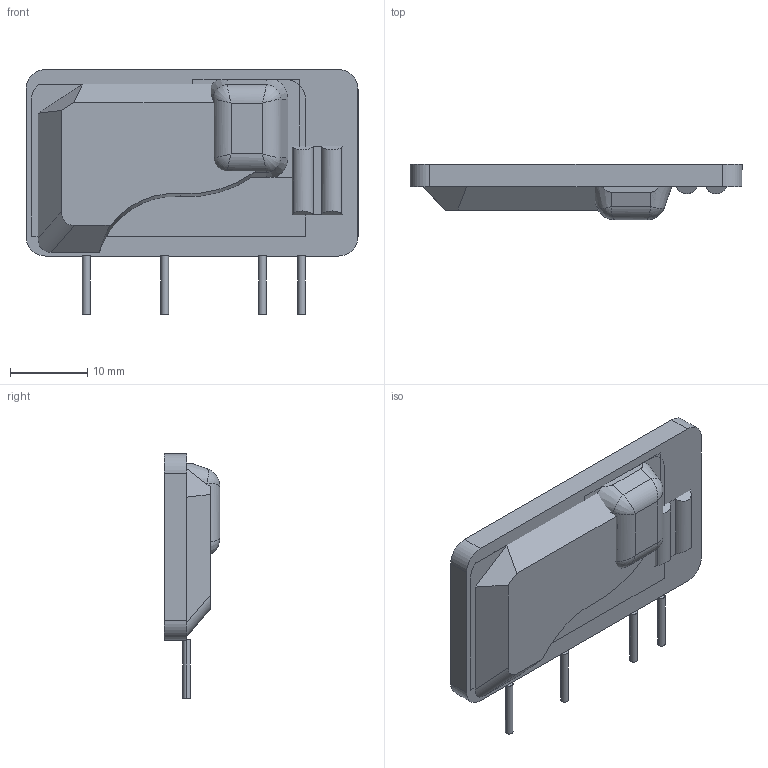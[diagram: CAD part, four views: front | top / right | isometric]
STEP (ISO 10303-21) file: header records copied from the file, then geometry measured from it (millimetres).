
FILE_DESCRIPTION((''),'2;1');
FILE_NAME('REL_CRYDOM_CX380D5.stp','2011-09-14T12:49:16',(''),(''),'Mechanical Desktop 2011','Mechanical Desktop 2011',', , ');
FILE_SCHEMA(('AUTOMOTIVE_DESIGN { 1 2 10303 214 1 1 1 1 }'));
Length unit declared in the file: millimetre
Products named in the file (1): Product
Bounding box: 43.1 x 7.23 x 31.78 mm (x, y, z)
Volume: 4727.3 mm3; surface area: 4844.4 mm2
Topology: 8 solids, 8 shells, 99 faces, 237 edges, 150 vertices
Faces by surface type: plane 60, cylinder 29, cone 6, bspline 4
Entity records: 5820 total; most frequent: CARTESIAN_POINT 3528, ORIENTED_EDGE 466, DIRECTION 448, EDGE_CURVE 233, VECTOR 152, LINE 152, VERTEX_POINT 150, AXIS2_PLACEMENT_3D 148
